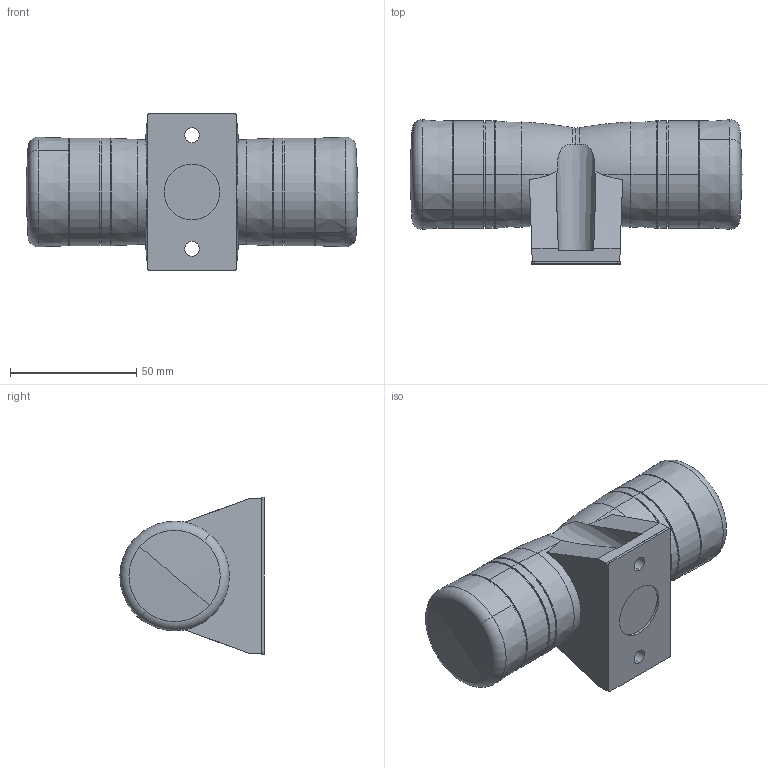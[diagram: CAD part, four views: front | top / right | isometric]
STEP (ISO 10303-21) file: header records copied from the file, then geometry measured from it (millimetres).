
FILE_DESCRIPTION (( 'STEP AP214' ), '1' );
FILE_NAME ('sl4_pib_d.stp', '2013-09-20T08:56:37', ( '' ), ( '' ), 'SwSTEP 2.0', 'SolidWorks 2011', '' );
FILE_SCHEMA (( 'AUTOMOTIVE_DESIGN' ));
Length unit declared in the file: millimetre
Products named in the file (3): 171304_part1_HI; SL4-TowerCap_HI; sl4_pib_d
Assembly tree (3 placements, depth 2):
  sl4_pib_d
    SL4-TowerCap_HI  x2
    171304_part1_HI
Bounding box: 131.62 x 57.22 x 62.5 mm (x, y, z)
Volume: 208000 mm3; surface area: 39486.1 mm2
Topology: 3 solids, 3 shells, 244 faces, 594 edges, 385 vertices
Faces by surface type: plane 126, cylinder 65, cone 27, torus 18, sphere 8
Entity records: 6276 total; most frequent: CARTESIAN_POINT 1309, DIRECTION 1092, ORIENTED_EDGE 968, EDGE_CURVE 484, AXIS2_PLACEMENT_3D 432, VERTEX_POINT 313, EDGE_LOOP 233, VECTOR 228
